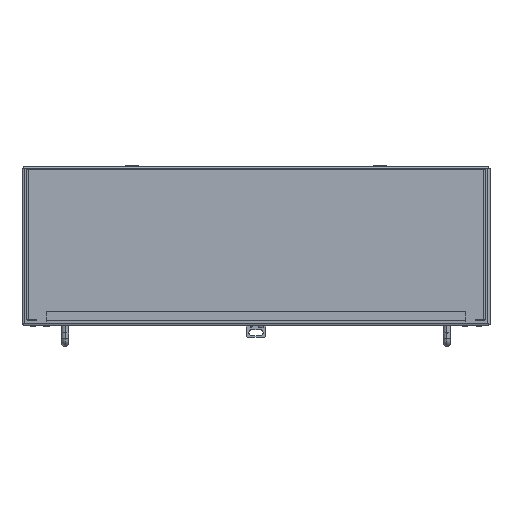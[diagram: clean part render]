
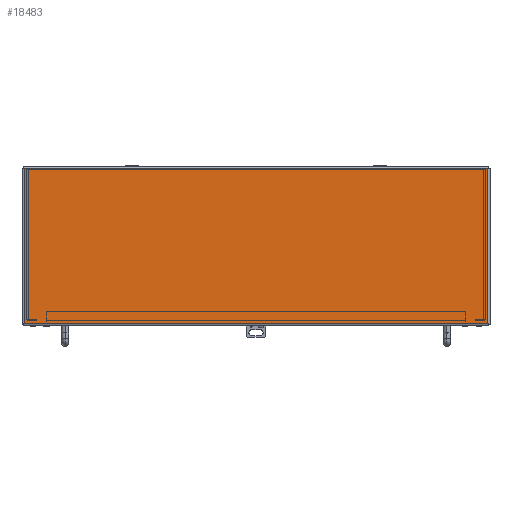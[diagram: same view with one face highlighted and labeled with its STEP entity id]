
A CAD part, top view. The second image highlights one B-rep face of the part: STEP entity #18483.
In plain terms, the highlighted planar face has unit normal (0, 0, 1).
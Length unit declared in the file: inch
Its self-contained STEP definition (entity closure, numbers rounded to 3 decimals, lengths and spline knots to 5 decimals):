
#5 = CARTESIAN_POINT ( 'NONE',  ( -12.1515, -0.036, 12.036 ) ) ;
#462 = VECTOR ( 'NONE', #9002, 39.37008 ) ;
#815 = CARTESIAN_POINT ( 'NONE',  ( 12.1515, -0.036, 12.036 ) ) ;
#934 = ORIENTED_EDGE ( 'NONE', *, *, #12462, .F. ) ;
#1102 = EDGE_CURVE ( 'NONE', #3468, #18797, #10959, .T. ) ;
#1447 = CARTESIAN_POINT ( 'NONE',  ( 12.1515, -0.036, 12.036 ) ) ;
#1968 = VERTEX_POINT ( 'NONE', #18323 ) ;
#3046 = AXIS2_PLACEMENT_3D ( 'NONE', #1447, #14911, #10506 ) ;
#3253 = DIRECTION ( 'NONE',  ( 1., 0., 0. ) ) ;
#3468 = VERTEX_POINT ( 'NONE', #16615 ) ;
#5467 = PLANE ( 'NONE',  #3046 ) ;
#6045 = DIRECTION ( 'NONE',  ( 0., -1., 0. ) ) ;
#6556 = VECTOR ( 'NONE', #6045, 39.37008 ) ;
#6612 = VERTEX_POINT ( 'NONE', #16015 ) ;
#6742 = LINE ( 'NONE', #15381, #21201 ) ;
#8238 = FACE_OUTER_BOUND ( 'NONE', #15828, .T. ) ;
#9002 = DIRECTION ( 'NONE',  ( 0., 1., 0. ) ) ;
#10506 = DIRECTION ( 'NONE',  ( -1., 0., 0. ) ) ;
#10959 = LINE ( 'NONE', #15765, #462 ) ;
#11922 = ORIENTED_EDGE ( 'NONE', *, *, #18870, .F. ) ;
#11933 = EDGE_CURVE ( 'NONE', #6612, #3468, #6742, .T. ) ;
#12293 = LINE ( 'NONE', #815, #6556 ) ;
#12462 = EDGE_CURVE ( 'NONE', #1968, #6612, #12293, .T. ) ;
#13741 = DIRECTION ( 'NONE',  ( -1., 0., 0. ) ) ;
#14911 = DIRECTION ( 'NONE',  ( 0., 0., 1. ) ) ;
#15381 = CARTESIAN_POINT ( 'NONE',  ( 12.1515, -8.142, 12.036 ) ) ;
#15765 = CARTESIAN_POINT ( 'NONE',  ( -12.1515, -8.142, 12.036 ) ) ;
#15828 = EDGE_LOOP ( 'NONE', ( #16845, #20423, #934, #11922 ) ) ;
#16015 = CARTESIAN_POINT ( 'NONE',  ( 12.1515, -8.142, 12.036 ) ) ;
#16044 = CARTESIAN_POINT ( 'NONE',  ( -12.1515, -0.036, 12.036 ) ) ;
#16615 = CARTESIAN_POINT ( 'NONE',  ( -12.1515, -8.142, 12.036 ) ) ;
#16845 = ORIENTED_EDGE ( 'NONE', *, *, #1102, .F. ) ;
#18243 = LINE ( 'NONE', #5, #18767 ) ;
#18323 = CARTESIAN_POINT ( 'NONE',  ( 12.1515, -0.036, 12.036 ) ) ;
#18483 = ADVANCED_FACE ( 'NONE', ( #8238 ), #5467, .T. ) ;
#18767 = VECTOR ( 'NONE', #3253, 39.37008 ) ;
#18797 = VERTEX_POINT ( 'NONE', #16044 ) ;
#18870 = EDGE_CURVE ( 'NONE', #18797, #1968, #18243, .T. ) ;
#20423 = ORIENTED_EDGE ( 'NONE', *, *, #11933, .F. ) ;
#21201 = VECTOR ( 'NONE', #13741, 39.37008 ) ;
